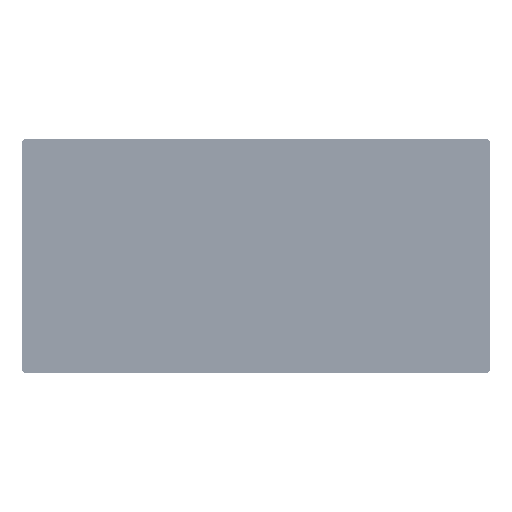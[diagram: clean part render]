
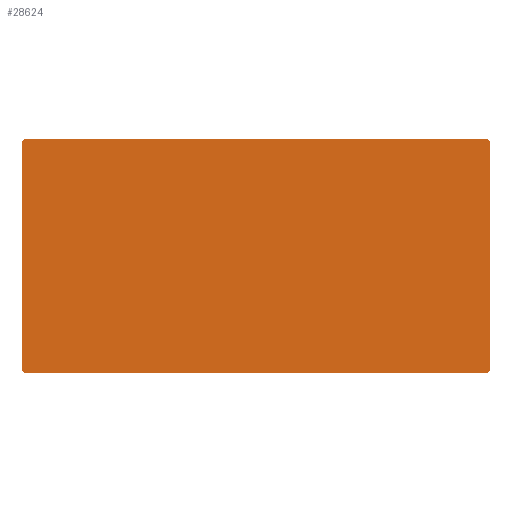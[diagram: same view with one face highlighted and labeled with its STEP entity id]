
A CAD part, top view. The second image highlights one B-rep face of the part: STEP entity #28624.
In plain terms, the highlighted planar face has unit normal (0, 0, 1).
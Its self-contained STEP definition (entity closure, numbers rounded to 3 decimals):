
#778 = PLANE ( 'NONE',  #25195 ) ;
#1206 = CARTESIAN_POINT ( 'NONE',  ( 492.633, 597.969, -350.001 ) ) ;
#1667 = VERTEX_POINT ( 'NONE', #17022 ) ;
#3542 = VERTEX_POINT ( 'NONE', #39538 ) ;
#3700 = DIRECTION ( 'NONE',  ( 0., 0., 1. ) ) ;
#6238 = VERTEX_POINT ( 'NONE', #43309 ) ;
#8505 = VECTOR ( 'NONE', #45788, 1000. ) ;
#9978 = VECTOR ( 'NONE', #43266, 1000. ) ;
#10354 = EDGE_CURVE ( 'NONE', #22591, #40474, #62959, .T. ) ;
#10619 = ORIENTED_EDGE ( 'NONE', *, *, #24683, .T. ) ;
#10795 = DIRECTION ( 'NONE',  ( 0., 0., 1. ) ) ;
#11106 = CARTESIAN_POINT ( 'NONE',  ( 403.633, 597.969, -350.001 ) ) ;
#14840 = CARTESIAN_POINT ( 'NONE',  ( 392.633, 308.969, -350.001 ) ) ;
#15224 = LINE ( 'NONE', #27381, #22496 ) ;
#16282 = DIRECTION ( 'NONE',  ( 0., 1., 0. ) ) ;
#17022 = CARTESIAN_POINT ( 'NONE',  ( -785.367, -291.031, -350.001 ) ) ;
#20828 = EDGE_CURVE ( 'NONE', #36291, #39654, #63769, .T. ) ;
#22496 = VECTOR ( 'NONE', #52977, 1000. ) ;
#22541 = DIRECTION ( 'NONE',  ( 0., 1., 0. ) ) ;
#22591 = VERTEX_POINT ( 'NONE', #67743 ) ;
#22792 = EDGE_LOOP ( 'NONE', ( #49335, #81678, #74614, #10619, #48933, #25404, #30756, #79551 ) ) ;
#23340 = CARTESIAN_POINT ( 'NONE',  ( 392.633, 297.969, -350.001 ) ) ;
#24683 = EDGE_CURVE ( 'NONE', #40474, #1667, #48947, .T. ) ;
#25195 = AXIS2_PLACEMENT_3D ( 'NONE', #1206, #26349, #82937 ) ;
#25404 = ORIENTED_EDGE ( 'NONE', *, *, #79287, .T. ) ;
#26349 = DIRECTION ( 'NONE',  ( 0., 0., 1. ) ) ;
#26359 = DIRECTION ( 'NONE',  ( 0., 1., 0. ) ) ;
#27381 = CARTESIAN_POINT ( 'NONE',  ( 492.633, -291.031, -350.001 ) ) ;
#27511 = CARTESIAN_POINT ( 'NONE',  ( 392.633, -291.031, -350.001 ) ) ;
#27590 = CARTESIAN_POINT ( 'NONE',  ( 403.633, 297.969, -350.001 ) ) ;
#28624 = ADVANCED_FACE ( 'NONE', ( #58648 ), #778, .T. ) ;
#29609 = EDGE_CURVE ( 'NONE', #1667, #30389, #15224, .T. ) ;
#30389 = VERTEX_POINT ( 'NONE', #27511 ) ;
#30756 = ORIENTED_EDGE ( 'NONE', *, *, #49515, .T. ) ;
#31257 = CIRCLE ( 'NONE', #43321, 11. ) ;
#31622 = AXIS2_PLACEMENT_3D ( 'NONE', #23340, #10795, #22541 ) ;
#33080 = CARTESIAN_POINT ( 'NONE',  ( -785.367, 297.969, -350.001 ) ) ;
#36291 = VERTEX_POINT ( 'NONE', #27590 ) ;
#38013 = DIRECTION ( 'NONE',  ( 0., 0., 1. ) ) ;
#38871 = DIRECTION ( 'NONE',  ( 0., 1., 0. ) ) ;
#39538 = CARTESIAN_POINT ( 'NONE',  ( -785.367, 308.969, -350.001 ) ) ;
#39654 = VERTEX_POINT ( 'NONE', #14840 ) ;
#40474 = VERTEX_POINT ( 'NONE', #48484 ) ;
#41378 = VECTOR ( 'NONE', #67063, 1000. ) ;
#42731 = CARTESIAN_POINT ( 'NONE',  ( 492.633, 308.969, -350.001 ) ) ;
#43266 = DIRECTION ( 'NONE',  ( 0., -1., 0. ) ) ;
#43309 = CARTESIAN_POINT ( 'NONE',  ( 403.633, -280.031, -350.001 ) ) ;
#43321 = AXIS2_PLACEMENT_3D ( 'NONE', #73734, #3700, #16282 ) ;
#44767 = EDGE_CURVE ( 'NONE', #39654, #3542, #60363, .T. ) ;
#45788 = DIRECTION ( 'NONE',  ( 0., 1., 0. ) ) ;
#46090 = DIRECTION ( 'NONE',  ( 0., 0., 1. ) ) ;
#48484 = CARTESIAN_POINT ( 'NONE',  ( -796.367, -280.031, -350.001 ) ) ;
#48933 = ORIENTED_EDGE ( 'NONE', *, *, #29609, .T. ) ;
#48947 = CIRCLE ( 'NONE', #70356, 11. ) ;
#49335 = ORIENTED_EDGE ( 'NONE', *, *, #44767, .T. ) ;
#49515 = EDGE_CURVE ( 'NONE', #6238, #36291, #70925, .T. ) ;
#52977 = DIRECTION ( 'NONE',  ( 1., 0., 0. ) ) ;
#57089 = AXIS2_PLACEMENT_3D ( 'NONE', #33080, #46090, #26359 ) ;
#58126 = CARTESIAN_POINT ( 'NONE',  ( -785.367, -280.031, -350.001 ) ) ;
#58415 = CIRCLE ( 'NONE', #57089, 11. ) ;
#58648 = FACE_OUTER_BOUND ( 'NONE', #22792, .T. ) ;
#60363 = LINE ( 'NONE', #42731, #41378 ) ;
#62928 = EDGE_CURVE ( 'NONE', #3542, #22591, #58415, .T. ) ;
#62959 = LINE ( 'NONE', #70468, #9978 ) ;
#63769 = CIRCLE ( 'NONE', #31622, 11. ) ;
#67063 = DIRECTION ( 'NONE',  ( -1., 0., 0. ) ) ;
#67743 = CARTESIAN_POINT ( 'NONE',  ( -796.367, 297.969, -350.001 ) ) ;
#70356 = AXIS2_PLACEMENT_3D ( 'NONE', #58126, #38013, #38871 ) ;
#70468 = CARTESIAN_POINT ( 'NONE',  ( -796.367, 597.969, -350.001 ) ) ;
#70925 = LINE ( 'NONE', #11106, #8505 ) ;
#73734 = CARTESIAN_POINT ( 'NONE',  ( 392.633, -280.031, -350.001 ) ) ;
#74614 = ORIENTED_EDGE ( 'NONE', *, *, #10354, .T. ) ;
#79287 = EDGE_CURVE ( 'NONE', #30389, #6238, #31257, .T. ) ;
#79551 = ORIENTED_EDGE ( 'NONE', *, *, #20828, .T. ) ;
#81678 = ORIENTED_EDGE ( 'NONE', *, *, #62928, .T. ) ;
#82937 = DIRECTION ( 'NONE',  ( 0., -1., 0. ) ) ;
